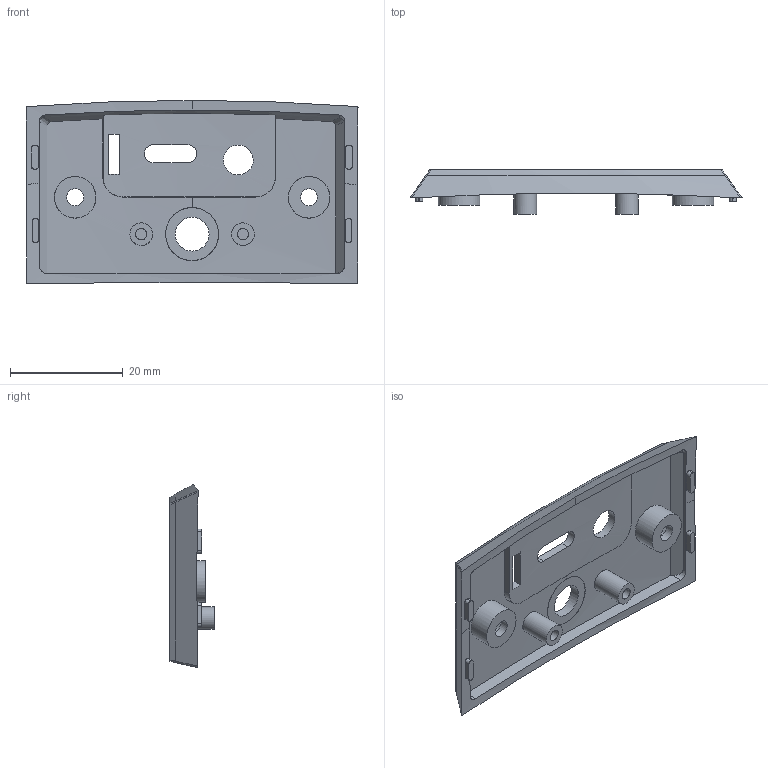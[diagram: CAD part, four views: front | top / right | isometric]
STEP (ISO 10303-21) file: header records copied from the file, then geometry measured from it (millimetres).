
FILE_DESCRIPTION(/* description */ (''),/* implementation_level */ '2;1');
FILE_NAME(/* name */ 'Modified Antenna Plate Mod v4.step',/* time_stamp */ '2021-08-23T20:00:41+02:00',/* author */ (''),/* organization */ (''),/* preprocessor_version */ 'ST-DEVELOPER v18.1',/* originating_system */ 'Autodesk Translation Framework v10.9.0.1377',/* authorisation */ '');
FILE_SCHEMA (('AUTOMOTIVE_DESIGN { 1 0 10303 214 3 1 1 }'));
Length unit declared in the file: millimetre
Products named in the file (2): Modified Antenna Plate Mod; Antenna Plate
Assembly tree (1 placements, depth 2):
  Modified Antenna Plate Mod
    Antenna Plate
Bounding box: 58.8 x 7.8 x 32.46 mm (x, y, z)
Volume: 3909.8 mm3; surface area: 5215.8 mm2
Topology: 1 solids, 1 shells, 129 faces, 333 edges, 217 vertices
Faces by surface type: plane 56, cylinder 51, bspline 20, cone 2
Full cylindrical faces by diameter (mm): 2 x2, 3 x2, 4 x2, 5.3 x1, 5.93 x2, 6 x1, 7.36 x2, 9.4 x1
Entity records: 5559 total; most frequent: CARTESIAN_POINT 2572, ORIENTED_EDGE 664, DIRECTION 516, EDGE_CURVE 332, VERTEX_POINT 217, AXIS2_PLACEMENT_3D 202, EDGE_LOOP 153, B_SPLINE_CURVE_WITH_KNOTS 130
